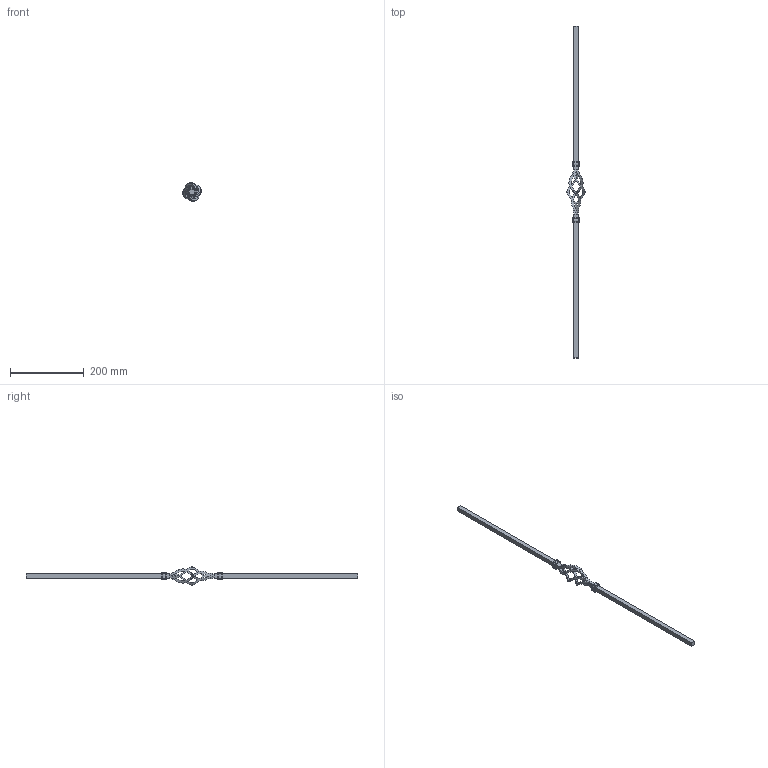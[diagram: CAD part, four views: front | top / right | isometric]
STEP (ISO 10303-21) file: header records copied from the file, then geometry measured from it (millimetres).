
FILE_DESCRIPTION (( 'STEP AP203' ), '1' );
FILE_NAME ('1300.step', '2023-12-21T12:49:18', ( '' ), ( '' ), 'SwSTEP 2.0', 'SolidWorks 2018', '' );
FILE_SCHEMA (( 'CONFIG_CONTROL_DESIGN' ));
Length unit declared in the file: millimetre
Products named in the file (1): 1300
Bounding box: 49.13 x 900 x 49.13 mm (x, y, z)
Volume: 133939.2 mm3; surface area: 53783.4 mm2
Topology: 1 solids, 1 shells, 513 faces, 1267 edges, 752 vertices
Faces by surface type: plane 215, bspline 132, cylinder 110, torus 56
Entity records: 21624 total; most frequent: CARTESIAN_POINT 10309, ORIENTED_EDGE 2534, DIRECTION 1981, EDGE_CURVE 1267, VERTEX_POINT 752, LINE 709, VECTOR 709, AXIS2_PLACEMENT_3D 636
